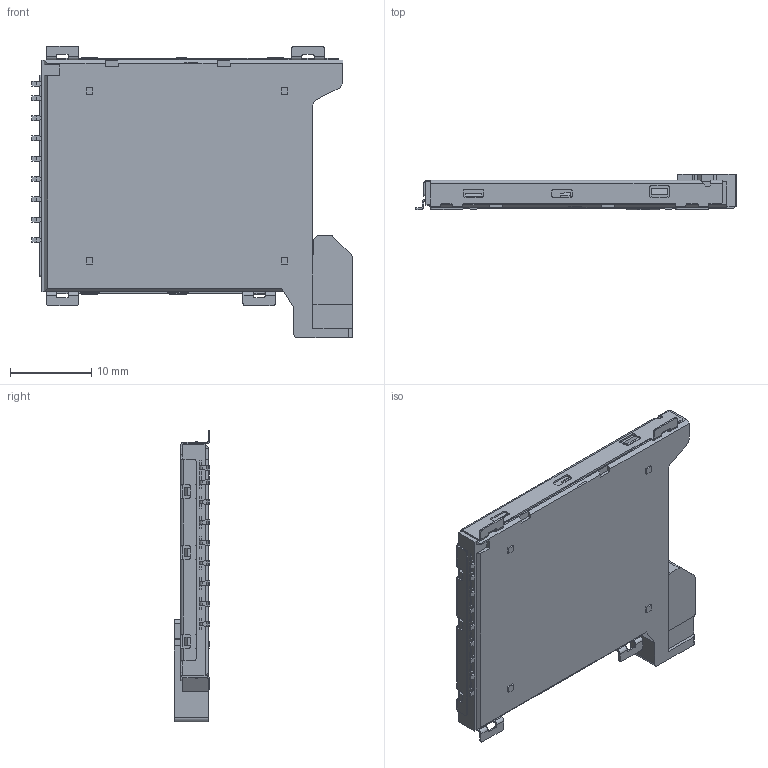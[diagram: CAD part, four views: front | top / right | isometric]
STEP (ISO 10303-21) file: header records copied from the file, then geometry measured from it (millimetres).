
FILE_DESCRIPTION (( 'STEP AP203' ), '1' );
FILE_NAME ('201203 FPS009-4200-0合致モデル(STEP).STEP', '2020-12-03T09:08:19', ( '' ), ( '' ), 'SwSTEP 2.0', 'SolidWorks 2018', '' );
FILE_SCHEMA (( 'CONFIG_CONTROL_DESIGN' ));
Length unit declared in the file: millimetre
Products named in the file (1): 201203 FPS009-4200-0合致モデル(STEP)
Bounding box: 39.45 x 4.4 x 35.92 mm (x, y, z)
Volume: 3518.6 mm3; surface area: 3155.5 mm2
Topology: 3 solids, 3 shells, 792 faces, 2211 edges, 1433 vertices
Faces by surface type: plane 560, cylinder 223, bspline 7, cone 2
Entity records: 26224 total; most frequent: CARTESIAN_POINT 5697, ORIENTED_EDGE 4422, DIRECTION 4028, EDGE_CURVE 2211, VECTOR 1714, LINE 1714, VERTEX_POINT 1433, AXIS2_PLACEMENT_3D 1157
